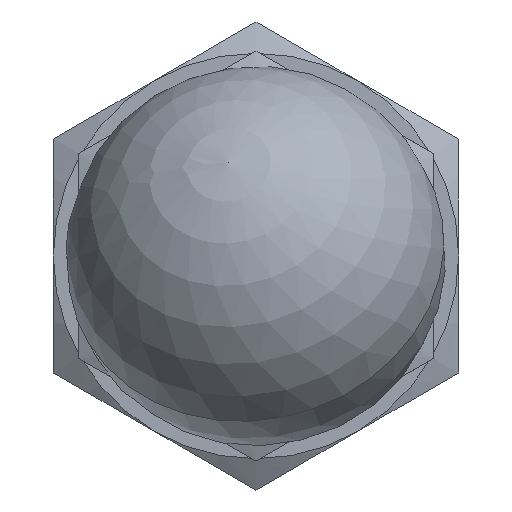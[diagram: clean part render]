
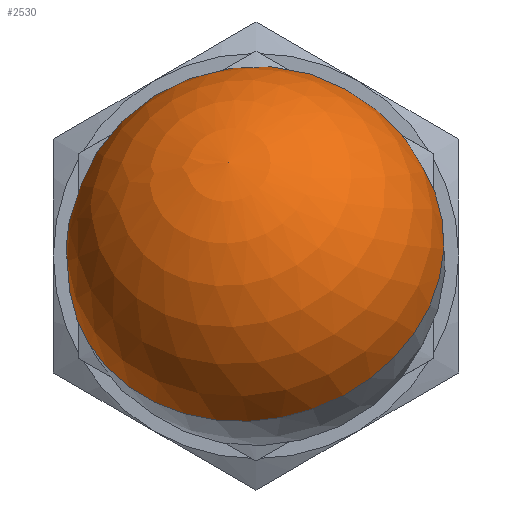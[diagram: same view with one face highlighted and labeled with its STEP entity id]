
A CAD part, front view. The second image highlights one B-rep face of the part: STEP entity #2530.
In plain terms, the highlighted spherical face has radius 7.5 mm.
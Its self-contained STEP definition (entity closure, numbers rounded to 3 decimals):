
#124 = DIRECTION ( 'NONE',  ( -0.147, -0.858, 0.492 ) ) ;
#137 = AXIS2_PLACEMENT_3D ( 'NONE', #1168, #124, #1969 ) ;
#247 = ORIENTED_EDGE ( 'NONE', *, *, #1195, .F. ) ;
#296 = CARTESIAN_POINT ( 'NONE',  ( 0.311, -10.815, 6.525 ) ) ;
#312 = SPHERICAL_SURFACE ( 'NONE', #2446, 7.5 ) ;
#529 = CARTESIAN_POINT ( 'NONE',  ( -0.311, -18.185, -6.525 ) ) ;
#618 = CIRCLE ( 'NONE', #137, 7.5 ) ;
#861 = FACE_OUTER_BOUND ( 'NONE', #1340, .T. ) ;
#866 = ORIENTED_EDGE ( 'NONE', *, *, #1936, .T. ) ;
#1120 = CIRCLE ( 'NONE', #1315, 7.5 ) ;
#1168 = CARTESIAN_POINT ( 'NONE',  ( 0., -14.5, 0. ) ) ;
#1195 = EDGE_CURVE ( 'NONE', #1584, #2438, #1120, .T. ) ;
#1315 = AXIS2_PLACEMENT_3D ( 'NONE', #1856, #2251, #2457 ) ;
#1340 = EDGE_LOOP ( 'NONE', ( #247, #866 ) ) ;
#1511 = DIRECTION ( 'NONE',  ( -0.988, 0.148, -0.037 ) ) ;
#1584 = VERTEX_POINT ( 'NONE', #529 ) ;
#1856 = CARTESIAN_POINT ( 'NONE',  ( 0., -14.5, 0. ) ) ;
#1936 = EDGE_CURVE ( 'NONE', #1584, #2438, #618, .T. ) ;
#1969 = DIRECTION ( 'NONE',  ( 0., -0.497, -0.868 ) ) ;
#2194 = CARTESIAN_POINT ( 'NONE',  ( 0., -14.5, 0. ) ) ;
#2251 = DIRECTION ( 'NONE',  ( 0.147, 0.858, -0.492 ) ) ;
#2278 = DIRECTION ( 'NONE',  ( -0.147, -0.858, 0.492 ) ) ;
#2438 = VERTEX_POINT ( 'NONE', #296 ) ;
#2446 = AXIS2_PLACEMENT_3D ( 'NONE', #2194, #2278, #1511 ) ;
#2457 = DIRECTION ( 'NONE',  ( 0., 0.497, 0.868 ) ) ;
#2530 = ADVANCED_FACE ( 'NONE', ( #861 ), #312, .T. ) ;
